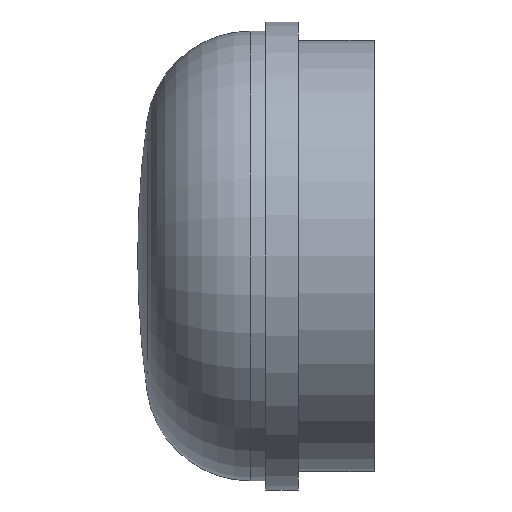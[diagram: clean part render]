
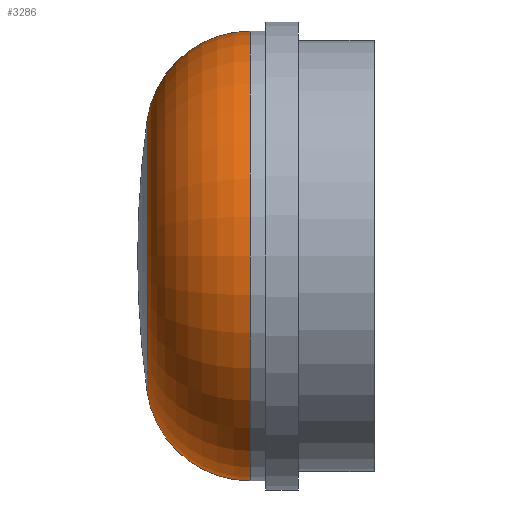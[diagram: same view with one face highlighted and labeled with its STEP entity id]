
A CAD part, left-side view. The second image highlights one B-rep face of the part: STEP entity #3286.
In plain terms, the highlighted toroidal (fillet/blend) face has major radius 23.25 mm and minor radius 20 mm.
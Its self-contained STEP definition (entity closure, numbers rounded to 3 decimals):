
#363 = ORIENTED_EDGE ( 'NONE', *, *, #16116, .F. ) ;
#1301 = DIRECTION ( 'NONE',  ( 0., -1., 0. ) ) ;
#1680 = TOROIDAL_SURFACE ( 'NONE', #6053, 23.25, 20. ) ;
#2272 = CIRCLE ( 'NONE', #3940, 43.25 ) ;
#2439 = CARTESIAN_POINT ( 'NONE',  ( -51., 9.3, 23.25 ) ) ;
#2607 = ORIENTED_EDGE ( 'NONE', *, *, #19663, .F. ) ;
#2666 = VERTEX_POINT ( 'NONE', #13782 ) ;
#3286 = ADVANCED_FACE ( 'NONE', ( #6248 ), #1680, .T. ) ;
#3940 = AXIS2_PLACEMENT_3D ( 'NONE', #15076, #9522, #15952 ) ;
#4327 = CIRCLE ( 'NONE', #20155, 20. ) ;
#4674 = DIRECTION ( 'NONE',  ( 0., 0., -1. ) ) ;
#4741 = ORIENTED_EDGE ( 'NONE', *, *, #13249, .T. ) ;
#6053 = AXIS2_PLACEMENT_3D ( 'NONE', #19134, #1301, #4674 ) ;
#6087 = CARTESIAN_POINT ( 'NONE',  ( -51., 9.3, 43.25 ) ) ;
#6248 = FACE_OUTER_BOUND ( 'NONE', #15273, .T. ) ;
#6424 = VERTEX_POINT ( 'NONE', #17491 ) ;
#6625 = AXIS2_PLACEMENT_3D ( 'NONE', #10766, #10454, #10650 ) ;
#6816 = AXIS2_PLACEMENT_3D ( 'NONE', #20866, #12634, #7891 ) ;
#7891 = DIRECTION ( 'NONE',  ( 0., 0., 1. ) ) ;
#9522 = DIRECTION ( 'NONE',  ( 0., -1., 0. ) ) ;
#10454 = DIRECTION ( 'NONE',  ( 0., -1., 0. ) ) ;
#10650 = DIRECTION ( 'NONE',  ( 0., 0., 1. ) ) ;
#10766 = CARTESIAN_POINT ( 'NONE',  ( -51., 29.11, 0. ) ) ;
#11689 = CIRCLE ( 'NONE', #6625, 26.001 ) ;
#12203 = CIRCLE ( 'NONE', #6816, 20. ) ;
#12634 = DIRECTION ( 'NONE',  ( -1., 0., 0. ) ) ;
#13249 = EDGE_CURVE ( 'NONE', #2666, #6424, #12203, .T. ) ;
#13782 = CARTESIAN_POINT ( 'NONE',  ( -51., 29.11, -26.001 ) ) ;
#13914 = VERTEX_POINT ( 'NONE', #6087 ) ;
#15076 = CARTESIAN_POINT ( 'NONE',  ( -51., 9.3, 0. ) ) ;
#15273 = EDGE_LOOP ( 'NONE', ( #17626, #4741, #363, #2607 ) ) ;
#15952 = DIRECTION ( 'NONE',  ( 0., 0., 1. ) ) ;
#16116 = EDGE_CURVE ( 'NONE', #13914, #6424, #2272, .T. ) ;
#16889 = DIRECTION ( 'NONE',  ( 0., 0., -1. ) ) ;
#17491 = CARTESIAN_POINT ( 'NONE',  ( -51., 9.3, -43.25 ) ) ;
#17626 = ORIENTED_EDGE ( 'NONE', *, *, #18135, .T. ) ;
#18135 = EDGE_CURVE ( 'NONE', #20877, #2666, #11689, .T. ) ;
#18274 = DIRECTION ( 'NONE',  ( 1., 0., 0. ) ) ;
#19003 = CARTESIAN_POINT ( 'NONE',  ( -51., 29.11, 26.001 ) ) ;
#19134 = CARTESIAN_POINT ( 'NONE',  ( -51., 9.3, 0. ) ) ;
#19663 = EDGE_CURVE ( 'NONE', #20877, #13914, #4327, .T. ) ;
#20155 = AXIS2_PLACEMENT_3D ( 'NONE', #2439, #18274, #16889 ) ;
#20866 = CARTESIAN_POINT ( 'NONE',  ( -51., 9.3, -23.25 ) ) ;
#20877 = VERTEX_POINT ( 'NONE', #19003 ) ;
